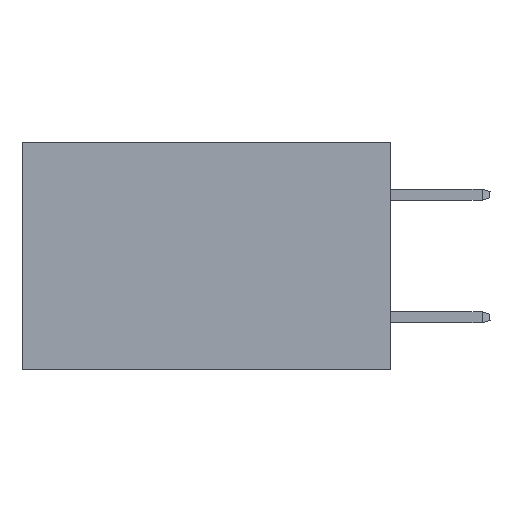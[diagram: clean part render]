
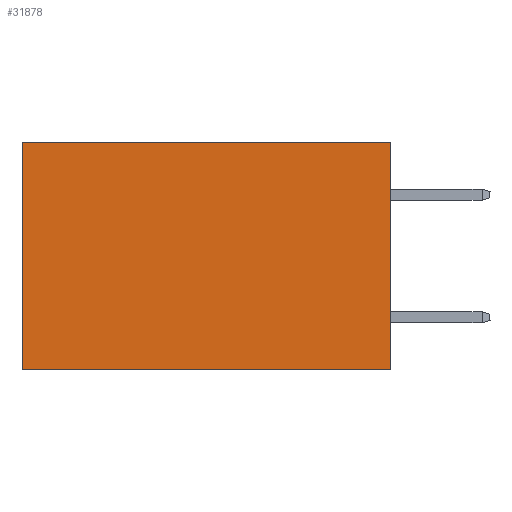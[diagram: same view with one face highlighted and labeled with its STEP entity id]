
A CAD part, left-side view. The second image highlights one B-rep face of the part: STEP entity #31878.
In plain terms, the highlighted planar face has unit normal (-1, 0, 0).
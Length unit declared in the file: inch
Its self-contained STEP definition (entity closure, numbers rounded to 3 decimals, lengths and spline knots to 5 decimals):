
#1472 = CARTESIAN_POINT ( 'NONE',  ( 0.2875, 0., 0. ) ) ;
#1810 = DIRECTION ( 'NONE',  ( 0., 1., 0. ) ) ;
#7754 = CARTESIAN_POINT ( 'NONE',  ( 0.2875, 0., 0. ) ) ;
#8519 = ORIENTED_EDGE ( 'NONE', *, *, #9539, .T. ) ;
#9002 = DIRECTION ( 'NONE',  ( 0., 0., -1. ) ) ;
#9299 = EDGE_CURVE ( 'NONE', #11581, #12177, #12927, .T. ) ;
#9539 = EDGE_CURVE ( 'NONE', #42811, #24272, #9711, .T. ) ;
#9711 = LINE ( 'NONE', #30976, #29393 ) ;
#11379 = DIRECTION ( 'NONE',  ( 0., 0., -1. ) ) ;
#11581 = VERTEX_POINT ( 'NONE', #43335 ) ;
#11796 = LINE ( 'NONE', #37570, #33684 ) ;
#12177 = VERTEX_POINT ( 'NONE', #44106 ) ;
#12448 = PLANE ( 'NONE',  #25054 ) ;
#12927 = LINE ( 'NONE', #7754, #36450 ) ;
#15913 = CARTESIAN_POINT ( 'NONE',  ( 0.2875, 0., 0. ) ) ;
#16595 = ORIENTED_EDGE ( 'NONE', *, *, #32441, .T. ) ;
#18063 = ORIENTED_EDGE ( 'NONE', *, *, #23338, .F. ) ;
#20428 = DIRECTION ( 'NONE',  ( 0., 0., -1. ) ) ;
#23338 = EDGE_CURVE ( 'NONE', #12177, #24272, #11796, .T. ) ;
#23995 = FACE_OUTER_BOUND ( 'NONE', #43469, .T. ) ;
#24272 = VERTEX_POINT ( 'NONE', #29018 ) ;
#25054 = AXIS2_PLACEMENT_3D ( 'NONE', #15913, #34270, #9002 ) ;
#29018 = CARTESIAN_POINT ( 'NONE',  ( 0.2875, 0.6, -0.37 ) ) ;
#29393 = VECTOR ( 'NONE', #20428, 39.37008 ) ;
#30347 = DIRECTION ( 'NONE',  ( 0., 1., 0. ) ) ;
#30976 = CARTESIAN_POINT ( 'NONE',  ( 0.2875, 0.6, 0. ) ) ;
#31878 = ADVANCED_FACE ( 'NONE', ( #23995 ), #12448, .F. ) ;
#32441 = EDGE_CURVE ( 'NONE', #11581, #42811, #40723, .T. ) ;
#32848 = VECTOR ( 'NONE', #30347, 39.37008 ) ;
#33684 = VECTOR ( 'NONE', #1810, 39.37008 ) ;
#34270 = DIRECTION ( 'NONE',  ( 1., 0., 0. ) ) ;
#36450 = VECTOR ( 'NONE', #11379, 39.37008 ) ;
#37570 = CARTESIAN_POINT ( 'NONE',  ( 0.2875, 0., -0.37 ) ) ;
#40723 = LINE ( 'NONE', #1472, #32848 ) ;
#41585 = ORIENTED_EDGE ( 'NONE', *, *, #9299, .F. ) ;
#42811 = VERTEX_POINT ( 'NONE', #46318 ) ;
#43335 = CARTESIAN_POINT ( 'NONE',  ( 0.2875, 0., 0. ) ) ;
#43469 = EDGE_LOOP ( 'NONE', ( #8519, #18063, #41585, #16595 ) ) ;
#44106 = CARTESIAN_POINT ( 'NONE',  ( 0.2875, 0., -0.37 ) ) ;
#46318 = CARTESIAN_POINT ( 'NONE',  ( 0.2875, 0.6, 0. ) ) ;
